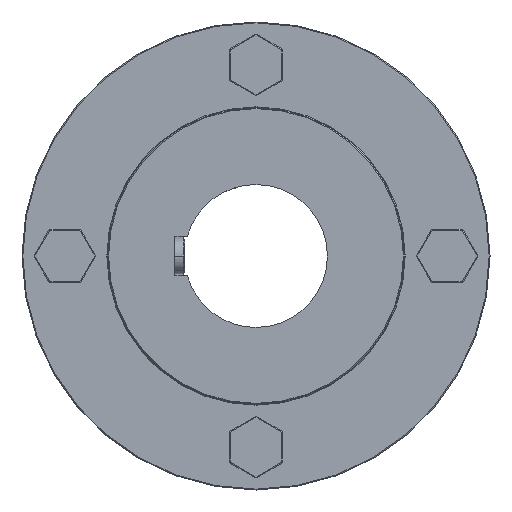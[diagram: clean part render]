
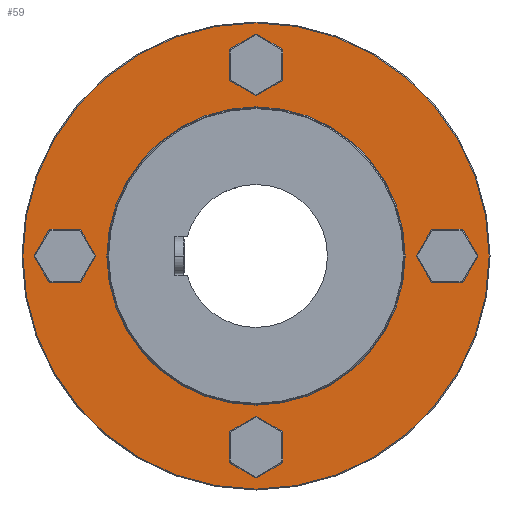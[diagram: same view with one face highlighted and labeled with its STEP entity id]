
A CAD part, left-side view. The second image highlights one B-rep face of the part: STEP entity #59.
In plain terms, the highlighted planar face has unit normal (-1, 0, 0).
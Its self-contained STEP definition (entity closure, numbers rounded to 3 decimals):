
#59 = ADVANCED_FACE ( 'NONE', ( #3286, #3289, #3291, #3293, #3280, #3287 ), #4001, .T. ) ;
#212 = EDGE_LOOP ( 'NONE', ( #936, #937 ) ) ;
#222 = EDGE_LOOP ( 'NONE', ( #938, #939 ) ) ;
#223 = EDGE_LOOP ( 'NONE', ( #940, #941 ) ) ;
#224 = EDGE_LOOP ( 'NONE', ( #942, #943 ) ) ;
#225 = EDGE_LOOP ( 'NONE', ( #944, #945 ) ) ;
#227 = EDGE_LOOP ( 'NONE', ( #946, #947 ) ) ;
#936 = ORIENTED_EDGE ( 'NONE', *, *, #11307, .F. ) ;
#937 = ORIENTED_EDGE ( 'NONE', *, *, #11379, .F. ) ;
#938 = ORIENTED_EDGE ( 'NONE', *, *, #11311, .F. ) ;
#939 = ORIENTED_EDGE ( 'NONE', *, *, #11384, .F. ) ;
#940 = ORIENTED_EDGE ( 'NONE', *, *, #11315, .F. ) ;
#941 = ORIENTED_EDGE ( 'NONE', *, *, #11377, .F. ) ;
#942 = ORIENTED_EDGE ( 'NONE', *, *, #11319, .F. ) ;
#943 = ORIENTED_EDGE ( 'NONE', *, *, #11385, .F. ) ;
#944 = ORIENTED_EDGE ( 'NONE', *, *, #11386, .T. ) ;
#945 = ORIENTED_EDGE ( 'NONE', *, *, #11339, .T. ) ;
#946 = ORIENTED_EDGE ( 'NONE', *, *, #11325, .T. ) ;
#947 = ORIENTED_EDGE ( 'NONE', *, *, #11383, .T. ) ;
#3280 = FACE_OUTER_BOUND ( 'NONE', #225, .T. ) ;
#3286 = FACE_BOUND ( 'NONE', #212, .T. ) ;
#3287 = FACE_BOUND ( 'NONE', #227, .T. ) ;
#3289 = FACE_BOUND ( 'NONE', #222, .T. ) ;
#3291 = FACE_BOUND ( 'NONE', #223, .T. ) ;
#3293 = FACE_BOUND ( 'NONE', #224, .T. ) ;
#3672 = AXIS2_PLACEMENT_3D ( 'NONE', #3999, #4004, #4005 ) ;
#3999 = CARTESIAN_POINT ( 'NONE',  ( -51.5, 131., 0. ) ) ;
#4001 = PLANE ( 'NONE',  #3672 ) ;
#4004 = DIRECTION ( 'NONE',  ( -1., 0., 0. ) ) ;
#4005 = DIRECTION ( 'NONE',  ( 0., 0., 1. ) ) ;
#6150 = AXIS2_PLACEMENT_3D ( 'NONE', #10034, #10035, #10036 ) ;
#6153 = AXIS2_PLACEMENT_3D ( 'NONE', #10060, #10112, #10113 ) ;
#6155 = AXIS2_PLACEMENT_3D ( 'NONE', #10043, #10045, #10046 ) ;
#6157 = AXIS2_PLACEMENT_3D ( 'NONE', #10053, #10055, #10056 ) ;
#6159 = AXIS2_PLACEMENT_3D ( 'NONE', #10172, #10173, #10174 ) ;
#6165 = AXIS2_PLACEMENT_3D ( 'NONE', #10252, #10253, #10254 ) ;
#6180 = AXIS2_PLACEMENT_3D ( 'NONE', #10473, #10484, #10485 ) ;
#6182 = AXIS2_PLACEMENT_3D ( 'NONE', #10483, #10490, #10491 ) ;
#6184 = AXIS2_PLACEMENT_3D ( 'NONE', #10492, #10501, #10502 ) ;
#6186 = AXIS2_PLACEMENT_3D ( 'NONE', #10497, #10504, #10505 ) ;
#6187 = AXIS2_PLACEMENT_3D ( 'NONE', #10500, #10507, #10508 ) ;
#6188 = AXIS2_PLACEMENT_3D ( 'NONE', #10503, #10509, #10510 ) ;
#8934 = CARTESIAN_POINT ( 'NONE',  ( -51.5, 0., 83.5 ) ) ;
#8937 = CARTESIAN_POINT ( 'NONE',  ( -51.5, 0., -83.5 ) ) ;
#8938 = CARTESIAN_POINT ( 'NONE',  ( -51.5, 0., 130.5 ) ) ;
#8939 = CARTESIAN_POINT ( 'NONE',  ( -51.5, 0., -130.5 ) ) ;
#8949 = CARTESIAN_POINT ( 'NONE',  ( -51.5, -107., 10. ) ) ;
#8950 = CARTESIAN_POINT ( 'NONE',  ( -51.5, 0., -97. ) ) ;
#8951 = CARTESIAN_POINT ( 'NONE',  ( -51.5, 0., -117. ) ) ;
#8960 = CARTESIAN_POINT ( 'NONE',  ( -51.5, 0., 97. ) ) ;
#8961 = CARTESIAN_POINT ( 'NONE',  ( -51.5, -107., -10. ) ) ;
#8963 = CARTESIAN_POINT ( 'NONE',  ( -51.5, 0., 117. ) ) ;
#8968 = CARTESIAN_POINT ( 'NONE',  ( -51.5, 107., 10. ) ) ;
#8969 = CARTESIAN_POINT ( 'NONE',  ( -51.5, 107., -10. ) ) ;
#9722 = CIRCLE ( 'NONE', #6150, 10. ) ;
#9727 = CIRCLE ( 'NONE', #6155, 10. ) ;
#9734 = CIRCLE ( 'NONE', #6157, 10. ) ;
#9738 = CIRCLE ( 'NONE', #6153, 10. ) ;
#9747 = CIRCLE ( 'NONE', #6159, 83.5 ) ;
#9766 = CIRCLE ( 'NONE', #6165, 130.5 ) ;
#9818 = CIRCLE ( 'NONE', #6180, 10. ) ;
#9821 = CIRCLE ( 'NONE', #6182, 10. ) ;
#9825 = CIRCLE ( 'NONE', #6184, 83.5 ) ;
#9827 = CIRCLE ( 'NONE', #6186, 10. ) ;
#9829 = CIRCLE ( 'NONE', #6187, 10. ) ;
#9831 = CIRCLE ( 'NONE', #6188, 130.5 ) ;
#10034 = CARTESIAN_POINT ( 'NONE',  ( -51.5, 107., 0. ) ) ;
#10035 = DIRECTION ( 'NONE',  ( -1., 0., 0. ) ) ;
#10036 = DIRECTION ( 'NONE',  ( 0., 0., 1. ) ) ;
#10043 = CARTESIAN_POINT ( 'NONE',  ( -51.5, 0., 107. ) ) ;
#10045 = DIRECTION ( 'NONE',  ( -1., 0., 0. ) ) ;
#10046 = DIRECTION ( 'NONE',  ( 0., 0., 1. ) ) ;
#10053 = CARTESIAN_POINT ( 'NONE',  ( -51.5, -107., 0. ) ) ;
#10055 = DIRECTION ( 'NONE',  ( -1., 0., 0. ) ) ;
#10056 = DIRECTION ( 'NONE',  ( 0., 0., 1. ) ) ;
#10060 = CARTESIAN_POINT ( 'NONE',  ( -51.5, 0., -107. ) ) ;
#10112 = DIRECTION ( 'NONE',  ( -1., 0., 0. ) ) ;
#10113 = DIRECTION ( 'NONE',  ( 0., 0., 1. ) ) ;
#10172 = CARTESIAN_POINT ( 'NONE',  ( -51.5, 0., 0. ) ) ;
#10173 = DIRECTION ( 'NONE',  ( 1., 0., 0. ) ) ;
#10174 = DIRECTION ( 'NONE',  ( 0., 0., 1. ) ) ;
#10252 = CARTESIAN_POINT ( 'NONE',  ( -51.5, 0., 0. ) ) ;
#10253 = DIRECTION ( 'NONE',  ( -1., 0., 0. ) ) ;
#10254 = DIRECTION ( 'NONE',  ( 0., 0., 1. ) ) ;
#10473 = CARTESIAN_POINT ( 'NONE',  ( -51.5, -107., 0. ) ) ;
#10483 = CARTESIAN_POINT ( 'NONE',  ( -51.5, 107., 0. ) ) ;
#10484 = DIRECTION ( 'NONE',  ( -1., 0., 0. ) ) ;
#10485 = DIRECTION ( 'NONE',  ( 0., 0., 1. ) ) ;
#10490 = DIRECTION ( 'NONE',  ( -1., 0., 0. ) ) ;
#10491 = DIRECTION ( 'NONE',  ( 0., 0., 1. ) ) ;
#10492 = CARTESIAN_POINT ( 'NONE',  ( -51.5, 0., 0. ) ) ;
#10497 = CARTESIAN_POINT ( 'NONE',  ( -51.5, 0., 107. ) ) ;
#10500 = CARTESIAN_POINT ( 'NONE',  ( -51.5, 0., -107. ) ) ;
#10501 = DIRECTION ( 'NONE',  ( 1., 0., 0. ) ) ;
#10502 = DIRECTION ( 'NONE',  ( 0., 0., 1. ) ) ;
#10503 = CARTESIAN_POINT ( 'NONE',  ( -51.5, 0., 0. ) ) ;
#10504 = DIRECTION ( 'NONE',  ( -1., 0., 0. ) ) ;
#10505 = DIRECTION ( 'NONE',  ( 0., 0., 1. ) ) ;
#10507 = DIRECTION ( 'NONE',  ( -1., 0., 0. ) ) ;
#10508 = DIRECTION ( 'NONE',  ( 0., 0., 1. ) ) ;
#10509 = DIRECTION ( 'NONE',  ( -1., 0., 0. ) ) ;
#10510 = DIRECTION ( 'NONE',  ( 0., 0., 1. ) ) ;
#11140 = VERTEX_POINT ( 'NONE', #8934 ) ;
#11143 = VERTEX_POINT ( 'NONE', #8937 ) ;
#11144 = VERTEX_POINT ( 'NONE', #8938 ) ;
#11145 = VERTEX_POINT ( 'NONE', #8939 ) ;
#11155 = VERTEX_POINT ( 'NONE', #8949 ) ;
#11156 = VERTEX_POINT ( 'NONE', #8950 ) ;
#11157 = VERTEX_POINT ( 'NONE', #8951 ) ;
#11166 = VERTEX_POINT ( 'NONE', #8960 ) ;
#11167 = VERTEX_POINT ( 'NONE', #8961 ) ;
#11169 = VERTEX_POINT ( 'NONE', #8963 ) ;
#11174 = VERTEX_POINT ( 'NONE', #8968 ) ;
#11175 = VERTEX_POINT ( 'NONE', #8969 ) ;
#11307 = EDGE_CURVE ( 'NONE', #11175, #11174, #9722, .T. ) ;
#11311 = EDGE_CURVE ( 'NONE', #11166, #11169, #9727, .T. ) ;
#11315 = EDGE_CURVE ( 'NONE', #11167, #11155, #9734, .T. ) ;
#11319 = EDGE_CURVE ( 'NONE', #11157, #11156, #9738, .T. ) ;
#11325 = EDGE_CURVE ( 'NONE', #11143, #11140, #9747, .T. ) ;
#11339 = EDGE_CURVE ( 'NONE', #11144, #11145, #9766, .T. ) ;
#11377 = EDGE_CURVE ( 'NONE', #11155, #11167, #9818, .T. ) ;
#11379 = EDGE_CURVE ( 'NONE', #11174, #11175, #9821, .T. ) ;
#11383 = EDGE_CURVE ( 'NONE', #11140, #11143, #9825, .T. ) ;
#11384 = EDGE_CURVE ( 'NONE', #11169, #11166, #9827, .T. ) ;
#11385 = EDGE_CURVE ( 'NONE', #11156, #11157, #9829, .T. ) ;
#11386 = EDGE_CURVE ( 'NONE', #11145, #11144, #9831, .T. ) ;
